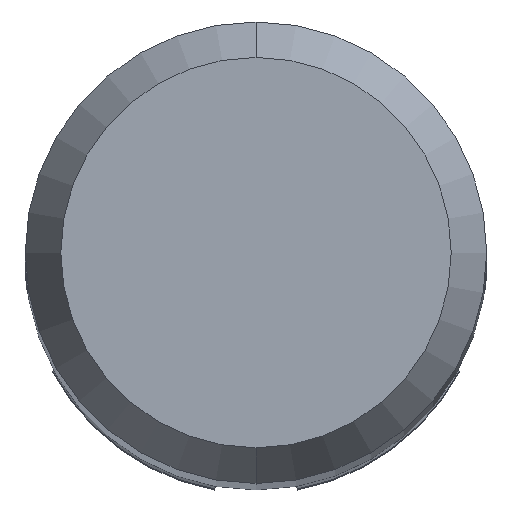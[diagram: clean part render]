
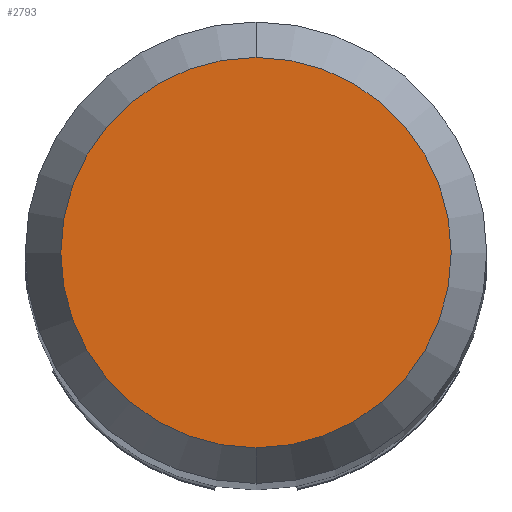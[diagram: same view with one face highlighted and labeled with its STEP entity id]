
A CAD part, top view. The second image highlights one B-rep face of the part: STEP entity #2793.
In plain terms, the highlighted planar face has unit normal (0, 0, 1).
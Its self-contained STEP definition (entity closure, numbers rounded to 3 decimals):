
#2793=ADVANCED_FACE('',(#7957),#7958,.T.);
#3639=VERTEX_POINT('',#8873);
#4927=EDGE_CURVE('',#3639,#5747,#10266,.T.);
#5747=VERTEX_POINT('',#11165);
#7555=EDGE_CURVE('',#5747,#3639,#13141,.T.);
#7957=FACE_OUTER_BOUND('',#13678,.T.);
#7958=PLANE('',#13679);
#8873=CARTESIAN_POINT('',(0.0,2.538,0.0));
#10266=CIRCLE('',#17919,2.538);
#11165=CARTESIAN_POINT('',(0.,-2.538,0.0));
#13141=CIRCLE('',#23285,2.538);
#13678=EDGE_LOOP('',(#23820,#23821));
#13679=AXIS2_PLACEMENT_3D('',#23822,#23823,#23824);
#17919=AXIS2_PLACEMENT_3D('',#26273,#26274,#26275);
#23285=AXIS2_PLACEMENT_3D('',#29582,#29583,#29584);
#23820=ORIENTED_EDGE('',*,*,#4927,.F.);
#23821=ORIENTED_EDGE('',*,*,#7555,.F.);
#23822=CARTESIAN_POINT('',(0.0,1.269,0.0));
#23823=DIRECTION('',(-0.0,0.0,1.0));
#23824=DIRECTION('',(0.0,-1.0,0.0));
#26273=CARTESIAN_POINT('',(0.0,0.0,0.0));
#26274=DIRECTION('',(0.0,0.0,-1.0));
#26275=DIRECTION('',(0.0,1.0,0.0));
#29582=CARTESIAN_POINT('',(0.0,0.0,0.0));
#29583=DIRECTION('',(0.0,0.0,-1.0));
#29584=DIRECTION('',(0.0,1.0,0.0));
